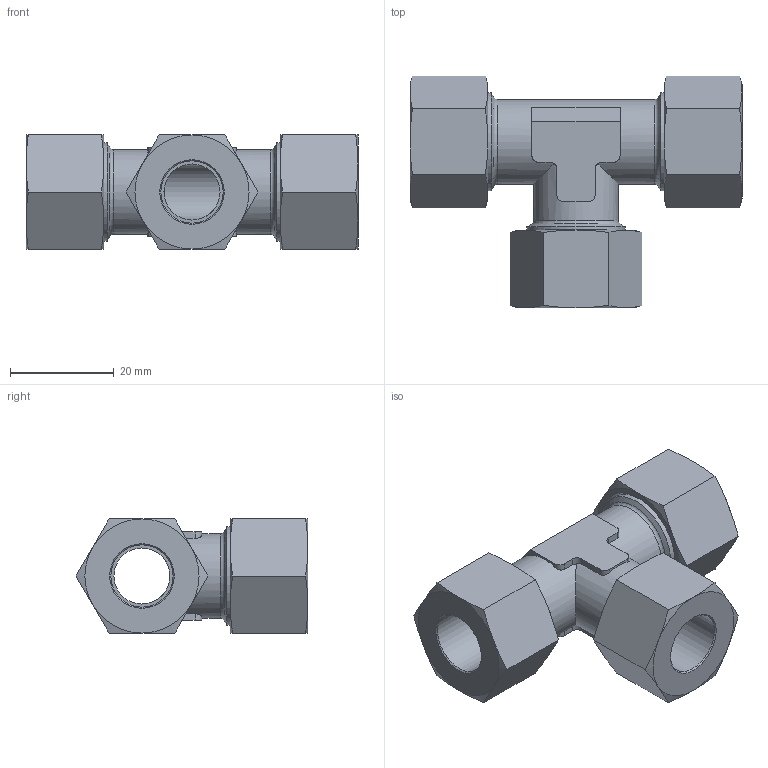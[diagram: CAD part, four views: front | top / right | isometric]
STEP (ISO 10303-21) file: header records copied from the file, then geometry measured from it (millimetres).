
FILE_DESCRIPTION(( 'OX.18.12.00.stp' ), '1');
FILE_NAME( 'OX.18.12.00.stp', '2021-03-02T09:20:22',( 'Sopra'),('sopra-pneumatic.com'), 'SwSTEP 2.0','SolidWorks 2009','' );
FILE_SCHEMA( ( 'CONFIG_CONTROL_DESIGN' ) );
Length unit declared in the file: millimetre
Products named in the file (1): _TV-12L 708.3000.120.20
Bounding box: 64 x 44.7 x 22 mm (x, y, z)
Volume: 19185.4 mm3; surface area: 10382.6 mm2
Topology: 1 solids, 1 shells, 115 faces, 273 edges, 165 vertices
Faces by surface type: cone 45, plane 45, cylinder 22, torus 3
Full cylindrical faces by diameter (mm): 10.8 x2, 12 x3, 16.32 x2, 18.92 x3
Entity records: 3470 total; most frequent: CARTESIAN_POINT 1008, ORIENTED_EDGE 490, DIRECTION 474, EDGE_CURVE 245, AXIS2_PLACEMENT_3D 201, VERTEX_POINT 161, EDGE_LOOP 148, FACE_OUTER_BOUND 128
